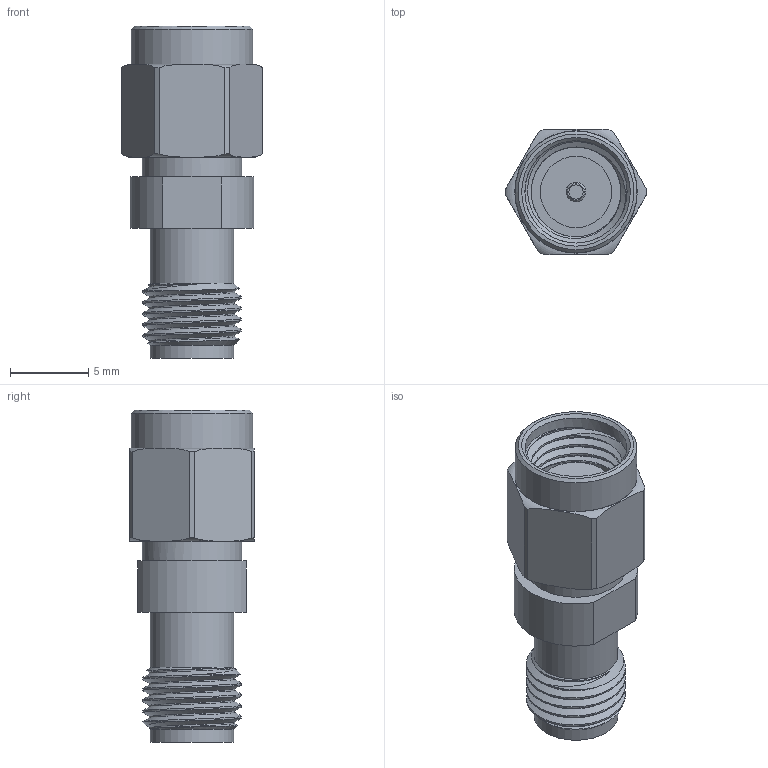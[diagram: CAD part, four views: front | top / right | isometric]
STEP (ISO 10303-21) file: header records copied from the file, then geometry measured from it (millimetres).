
FILE_DESCRIPTION(/* description */ ('Unknown'),/* implementation_level */ '2;1');
FILE_NAME(/* name */ '64430203111000',/* time_stamp */ '2018-01-12T11:55:24+01:00',/* author */ ('Unknown'),/* organization */ ('Unknown'),/* preprocessor_version */ 'ST-DEVELOPER v16.7',/* originating_system */ 'DEX',/* authorisation */ $);
FILE_SCHEMA (('AUTOMOTIVE_DESIGN {1 0 10303 214 3 1 1}'));
Length unit declared in the file: millimetre
Products named in the file (1): 64430203111000
Bounding box: 9.04 x 8 x 21.25 mm (x, y, z)
Volume: 668.1 mm3; surface area: 1022.3 mm2
Topology: 1 solids, 1 shells, 91 faces, 232 edges, 152 vertices
Faces by surface type: plane 46, cylinder 28, cone 11, bspline 4, torus 2
Full cylindrical faces by diameter (mm): 1.27 x2, 4.56 x1, 4.75 x1, 4.95 x1, 5.35 x2, 6.4 x2, 6.5 x1, 6.55 x5, 7 x1, 7.8 x1
Entity records: 4298 total; most frequent: CARTESIAN_POINT 1784, DIRECTION 388, ORIENTED_EDGE 366, EDGE_CURVE 183, AXIS2_PLACEMENT_3D 169, VERTEX_POINT 129, EDGE_LOOP 122, FACE_BOUND 122
